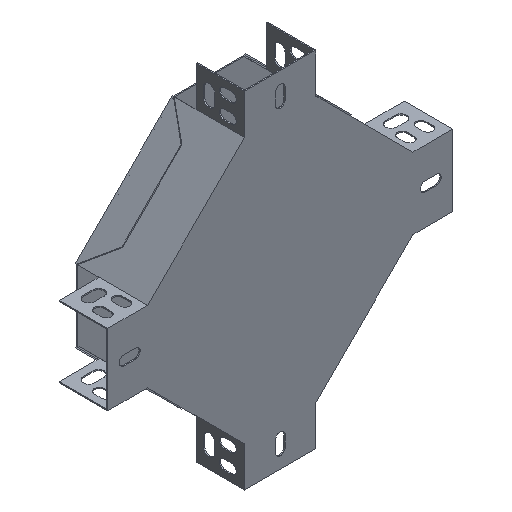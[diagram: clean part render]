
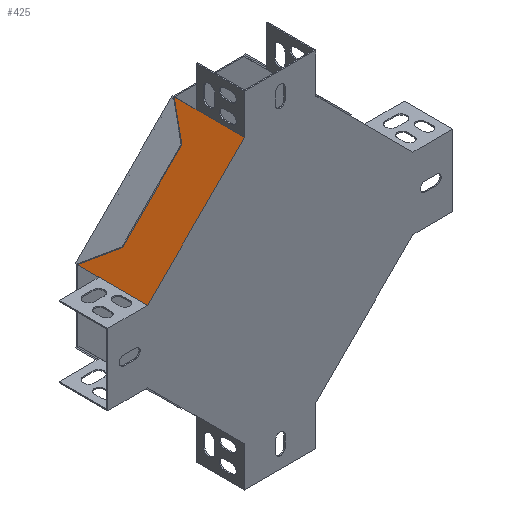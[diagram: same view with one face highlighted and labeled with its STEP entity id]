
A CAD part, isometric view. The second image highlights one B-rep face of the part: STEP entity #425.
In plain terms, the highlighted planar face has unit normal (-0.707, 0, 0.707).
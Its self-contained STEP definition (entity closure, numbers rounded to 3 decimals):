
#41 = VECTOR ( 'NONE', #3884, 1000. ) ;
#66 = LINE ( 'NONE', #3370, #41 ) ;
#317 = EDGE_LOOP ( 'NONE', ( #3477, #3506, #3524, #3527, #3542, #3545 ) ) ;
#425 = ADVANCED_FACE ( 'NONE', ( #2161 ), #1607, .F. ) ;
#455 = EDGE_CURVE ( 'NONE', #1123, #6465, #2143, .T. ) ;
#829 = CARTESIAN_POINT ( 'NONE',  ( -36.365, 112.422, 86.355 ) ) ;
#1123 = VERTEX_POINT ( 'NONE', #6352 ) ;
#1313 = DIRECTION ( 'NONE',  ( 0., 1., 0. ) ) ;
#1437 = CARTESIAN_POINT ( 'NONE',  ( -35.565, 111.622, 87.155 ) ) ;
#1607 = PLANE ( 'NONE',  #2835 ) ;
#1627 = CARTESIAN_POINT ( 'NONE',  ( -106.365, 146.622, 16.355 ) ) ;
#1790 = VERTEX_POINT ( 'NONE', #4295 ) ;
#2092 = VECTOR ( 'NONE', #4451, 1000. ) ;
#2110 = DIRECTION ( 'NONE',  ( -0.707, 0., -0.707 ) ) ;
#2143 = LINE ( 'NONE', #1437, #2092 ) ;
#2161 = FACE_OUTER_BOUND ( 'NONE', #317, .T. ) ;
#2186 = DIRECTION ( 'NONE',  ( 0., -1., 0. ) ) ;
#2263 = CARTESIAN_POINT ( 'NONE',  ( -106.365, 146.622, 16.355 ) ) ;
#2827 = EDGE_CURVE ( 'NONE', #4929, #3517, #66, .T. ) ;
#2835 = AXIS2_PLACEMENT_3D ( 'NONE', #6260, #5174, #2110 ) ;
#3246 = CARTESIAN_POINT ( 'NONE',  ( -106.365, 161.622, 16.355 ) ) ;
#3370 = CARTESIAN_POINT ( 'NONE',  ( -36.365, 112.422, 86.355 ) ) ;
#3477 = ORIENTED_EDGE ( 'NONE', *, *, #3710, .T. ) ;
#3506 = ORIENTED_EDGE ( 'NONE', *, *, #3802, .T. ) ;
#3517 = VERTEX_POINT ( 'NONE', #6476 ) ;
#3524 = ORIENTED_EDGE ( 'NONE', *, *, #455, .F. ) ;
#3527 = ORIENTED_EDGE ( 'NONE', *, *, #3804, .T. ) ;
#3542 = ORIENTED_EDGE ( 'NONE', *, *, #2827, .T. ) ;
#3545 = ORIENTED_EDGE ( 'NONE', *, *, #3781, .T. ) ;
#3710 = EDGE_CURVE ( 'NONE', #1790, #5454, #6194, .T. ) ;
#3781 = EDGE_CURVE ( 'NONE', #3517, #1790, #6102, .T. ) ;
#3782 = DIRECTION ( 'NONE',  ( 0., -1., 0. ) ) ;
#3802 = EDGE_CURVE ( 'NONE', #5454, #6465, #6088, .T. ) ;
#3804 = EDGE_CURVE ( 'NONE', #1123, #4929, #6071, .T. ) ;
#3884 = DIRECTION ( 'NONE',  ( 0., 1., 0. ) ) ;
#4295 = CARTESIAN_POINT ( 'NONE',  ( -106.365, 161.622, 16.355 ) ) ;
#4425 = CARTESIAN_POINT ( 'NONE',  ( -106.365, 111.622, 16.355 ) ) ;
#4451 = DIRECTION ( 'NONE',  ( -0.707, 0., -0.707 ) ) ;
#4929 = VERTEX_POINT ( 'NONE', #5716 ) ;
#5174 = DIRECTION ( 'NONE',  ( 0.707, 0., -0.707 ) ) ;
#5274 = CARTESIAN_POINT ( 'NONE',  ( -106.365, 112.422, 16.355 ) ) ;
#5454 = VERTEX_POINT ( 'NONE', #1627 ) ;
#5716 = CARTESIAN_POINT ( 'NONE',  ( -36.365, 146.622, 86.355 ) ) ;
#5857 = DIRECTION ( 'NONE',  ( -0.707, 0., -0.707 ) ) ;
#6061 = VECTOR ( 'NONE', #5857, 1000. ) ;
#6063 = VECTOR ( 'NONE', #1313, 1000. ) ;
#6071 = LINE ( 'NONE', #829, #6063 ) ;
#6088 = LINE ( 'NONE', #2263, #6114 ) ;
#6102 = LINE ( 'NONE', #3246, #6061 ) ;
#6114 = VECTOR ( 'NONE', #3782, 1000. ) ;
#6170 = VECTOR ( 'NONE', #2186, 1000. ) ;
#6194 = LINE ( 'NONE', #5274, #6170 ) ;
#6260 = CARTESIAN_POINT ( 'NONE',  ( -106.365, 112.422, 16.355 ) ) ;
#6352 = CARTESIAN_POINT ( 'NONE',  ( -36.365, 111.622, 86.355 ) ) ;
#6465 = VERTEX_POINT ( 'NONE', #4425 ) ;
#6476 = CARTESIAN_POINT ( 'NONE',  ( -36.365, 161.622, 86.355 ) ) ;
